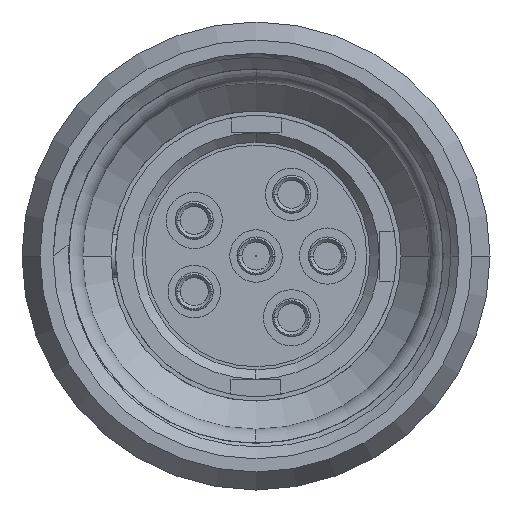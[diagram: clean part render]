
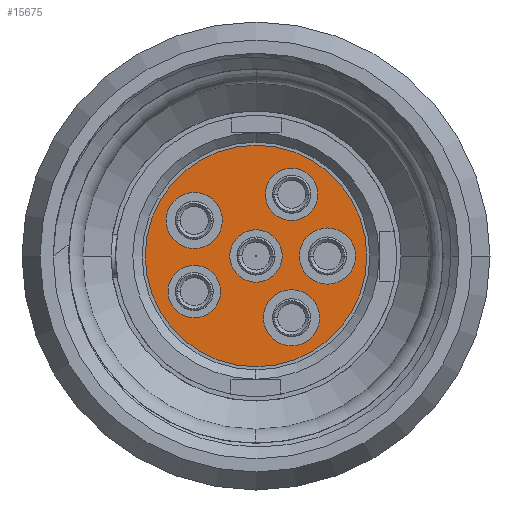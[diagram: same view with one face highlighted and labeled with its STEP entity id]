
A CAD part, left-side view. The second image highlights one B-rep face of the part: STEP entity #15675.
In plain terms, the highlighted planar face has unit normal (-1, 0, 0).
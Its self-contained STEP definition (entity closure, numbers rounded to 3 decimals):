
#4849=CARTESIAN_POINT('',(14.6,0.,0.));
#4850=DIRECTION('',(-1.,0.,0.));
#4851=DIRECTION('',(0.,0.,1.));
#4852=AXIS2_PLACEMENT_3D('',#4849,#4850,#4851);
#4863=CARTESIAN_POINT('',(14.6,0.,0.));
#4864=DIRECTION('',(1.,0.,0.));
#4865=DIRECTION('',(0.,0.,1.));
#4866=AXIS2_PLACEMENT_3D('',#4863,#4864,#4865);
#4872=CARTESIAN_POINT('',(14.6,1.98,-1.139));
#4873=DIRECTION('',(-1.,0.,0.));
#4874=DIRECTION('',(0.,0.,1.));
#4875=AXIS2_PLACEMENT_3D('',#4872,#4873,#4874);
#4877=CARTESIAN_POINT('',(14.6,1.98,-1.139));
#4878=DIRECTION('',(-1.,0.,0.));
#4879=DIRECTION('',(0.,0.,-1.));
#4880=AXIS2_PLACEMENT_3D('',#4877,#4878,#4879);
#4882=CARTESIAN_POINT('',(14.6,-1.139,-1.98));
#4883=DIRECTION('',(-1.,0.,0.));
#4884=DIRECTION('',(0.,0.,1.));
#4885=AXIS2_PLACEMENT_3D('',#4882,#4883,#4884);
#4887=CARTESIAN_POINT('',(14.6,-1.139,-1.98));
#4888=DIRECTION('',(-1.,0.,0.));
#4889=DIRECTION('',(0.,0.,-1.));
#4890=AXIS2_PLACEMENT_3D('',#4887,#4888,#4889);
#4892=CARTESIAN_POINT('',(14.6,-2.29,-0.001));
#4893=DIRECTION('',(-1.,0.,0.));
#4894=DIRECTION('',(0.,0.,1.));
#4895=AXIS2_PLACEMENT_3D('',#4892,#4893,#4894);
#4897=CARTESIAN_POINT('',(14.6,-2.29,-0.001));
#4898=DIRECTION('',(-1.,0.,0.));
#4899=DIRECTION('',(0.,0.,-1.));
#4900=AXIS2_PLACEMENT_3D('',#4897,#4898,#4899);
#4902=CARTESIAN_POINT('',(14.6,0.,0.));
#4903=DIRECTION('',(-1.,0.,0.));
#4904=DIRECTION('',(0.,0.,1.));
#4905=AXIS2_PLACEMENT_3D('',#4902,#4903,#4904);
#4907=CARTESIAN_POINT('',(14.6,0.,0.));
#4908=DIRECTION('',(-1.,0.,0.));
#4909=DIRECTION('',(0.,0.,-1.));
#4910=AXIS2_PLACEMENT_3D('',#4907,#4908,#4909);
#4912=CARTESIAN_POINT('',(14.6,-1.141,1.98));
#4913=DIRECTION('',(-1.,0.,0.));
#4914=DIRECTION('',(0.,0.,1.));
#4915=AXIS2_PLACEMENT_3D('',#4912,#4913,#4914);
#4917=CARTESIAN_POINT('',(14.6,-1.141,1.98));
#4918=DIRECTION('',(-1.,0.,0.));
#4919=DIRECTION('',(0.,0.,-1.));
#4920=AXIS2_PLACEMENT_3D('',#4917,#4918,#4919);
#4922=CARTESIAN_POINT('',(14.6,1.98,1.141));
#4923=DIRECTION('',(-1.,0.,0.));
#4924=DIRECTION('',(0.,0.,1.));
#4925=AXIS2_PLACEMENT_3D('',#4922,#4923,#4924);
#4927=CARTESIAN_POINT('',(14.6,1.98,1.141));
#4928=DIRECTION('',(-1.,0.,0.));
#4929=DIRECTION('',(0.,0.,-1.));
#4930=AXIS2_PLACEMENT_3D('',#4927,#4928,#4929);
#7579=CARTESIAN_POINT('',(14.6,-0.001,3.55));
#7580=CARTESIAN_POINT('',(14.6,0.001,-3.55));
#7581=VERTEX_POINT('',#7579);
#7582=VERTEX_POINT('',#7580);
#7583=CARTESIAN_POINT('',(14.6,1.98,-0.299));
#7584=CARTESIAN_POINT('',(14.6,1.981,-1.979));
#7585=VERTEX_POINT('',#7583);
#7586=VERTEX_POINT('',#7584);
#7587=CARTESIAN_POINT('',(14.6,-1.14,-1.08));
#7588=CARTESIAN_POINT('',(14.6,-1.139,-2.88));
#7589=VERTEX_POINT('',#7587);
#7590=VERTEX_POINT('',#7588);
#7591=CARTESIAN_POINT('',(14.6,-2.29,0.899));
#7592=CARTESIAN_POINT('',(14.6,-2.29,-0.901));
#7593=VERTEX_POINT('',#7591);
#7594=VERTEX_POINT('',#7592);
#7595=CARTESIAN_POINT('',(14.6,0.,0.84));
#7596=CARTESIAN_POINT('',(14.6,0.,-0.84));
#7597=VERTEX_POINT('',#7595);
#7598=VERTEX_POINT('',#7596);
#7599=CARTESIAN_POINT('',(14.6,-1.141,2.82));
#7600=CARTESIAN_POINT('',(14.6,-1.14,1.14));
#7601=VERTEX_POINT('',#7599);
#7602=VERTEX_POINT('',#7600);
#7603=CARTESIAN_POINT('',(14.6,1.979,2.041));
#7604=CARTESIAN_POINT('',(14.6,1.98,0.241));
#7605=VERTEX_POINT('',#7603);
#7606=VERTEX_POINT('',#7604);
#15630=CARTESIAN_POINT('',(14.6,0.,0.));
#15631=DIRECTION('',(-1.,0.,0.));
#15632=DIRECTION('',(0.,0.,-1.));
#15633=AXIS2_PLACEMENT_3D('',#15630,#15631,#15632);
#15634=PLANE('550',#15633);
#15635=ORIENTED_EDGE('1728',*,*,#15624,.T.);
#15636=ORIENTED_EDGE('1727',*,*,#15610,.F.);
#15637=EDGE_LOOP('550',(#15635,#15636));
#15638=FACE_OUTER_BOUND('550',#15637,.F.);
#15640=ORIENTED_EDGE('1739',*,*,#15639,.T.);
#15642=ORIENTED_EDGE('1740',*,*,#15641,.T.);
#15643=EDGE_LOOP('550',(#15640,#15642));
#15644=FACE_BOUND('550',#15643,.F.);
#15646=ORIENTED_EDGE('1741',*,*,#15645,.T.);
#15648=ORIENTED_EDGE('1742',*,*,#15647,.T.);
#15649=EDGE_LOOP('550',(#15646,#15648));
#15650=FACE_BOUND('550',#15649,.F.);
#15652=ORIENTED_EDGE('1743',*,*,#15651,.T.);
#15654=ORIENTED_EDGE('1744',*,*,#15653,.T.);
#15655=EDGE_LOOP('550',(#15652,#15654));
#15656=FACE_BOUND('550',#15655,.F.);
#15658=ORIENTED_EDGE('1745',*,*,#15657,.T.);
#15660=ORIENTED_EDGE('1746',*,*,#15659,.T.);
#15661=EDGE_LOOP('550',(#15658,#15660));
#15662=FACE_BOUND('550',#15661,.F.);
#15664=ORIENTED_EDGE('1747',*,*,#15663,.T.);
#15666=ORIENTED_EDGE('1748',*,*,#15665,.T.);
#15667=EDGE_LOOP('550',(#15664,#15666));
#15668=FACE_BOUND('550',#15667,.F.);
#15670=ORIENTED_EDGE('1771',*,*,#15669,.T.);
#15672=ORIENTED_EDGE('1772',*,*,#15671,.T.);
#15673=EDGE_LOOP('550',(#15670,#15672));
#15674=FACE_BOUND('550',#15673,.F.);
#4853=CIRCLE('1727',#4852,3.55);
#4867=CIRCLE('1728',#4866,3.55);
#4876=CIRCLE('1739',#4875,0.84);
#4881=CIRCLE('1740',#4880,0.84);
#4886=CIRCLE('1741',#4885,0.9);
#4891=CIRCLE('1742',#4890,0.9);
#4896=CIRCLE('1743',#4895,0.9);
#4901=CIRCLE('1744',#4900,0.9);
#4906=CIRCLE('1745',#4905,0.84);
#4911=CIRCLE('1746',#4910,0.84);
#4916=CIRCLE('1747',#4915,0.84);
#4921=CIRCLE('1748',#4920,0.84);
#4926=CIRCLE('1771',#4925,0.9);
#4931=CIRCLE('1772',#4930,0.9);
#15610=EDGE_CURVE('1727',#7581,#7582,#4853,.T.);
#15624=EDGE_CURVE('1728',#7581,#7582,#4867,.T.);
#15639=EDGE_CURVE('1739',#7585,#7586,#4876,.T.);
#15641=EDGE_CURVE('1740',#7586,#7585,#4881,.T.);
#15645=EDGE_CURVE('1741',#7589,#7590,#4886,.T.);
#15647=EDGE_CURVE('1742',#7590,#7589,#4891,.T.);
#15651=EDGE_CURVE('1743',#7593,#7594,#4896,.T.);
#15653=EDGE_CURVE('1744',#7594,#7593,#4901,.T.);
#15657=EDGE_CURVE('1745',#7597,#7598,#4906,.T.);
#15659=EDGE_CURVE('1746',#7598,#7597,#4911,.T.);
#15663=EDGE_CURVE('1747',#7601,#7602,#4916,.T.);
#15665=EDGE_CURVE('1748',#7602,#7601,#4921,.T.);
#15669=EDGE_CURVE('1771',#7605,#7606,#4926,.T.);
#15671=EDGE_CURVE('1772',#7606,#7605,#4931,.T.);
#15675=ADVANCED_FACE('550',(#15638,#15644,#15650,#15656,#15662,#15668,#15674),
#15634,.T.);
